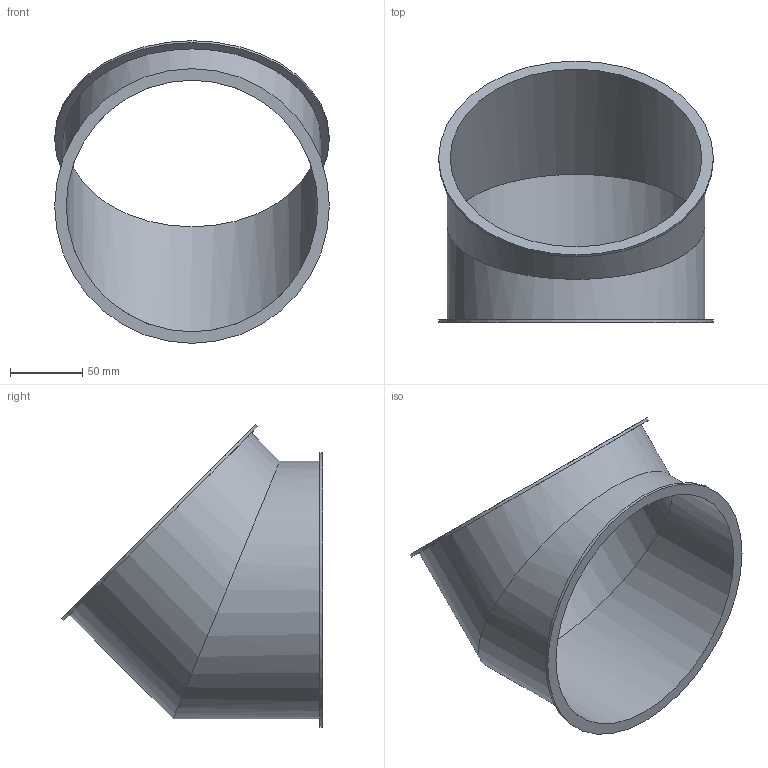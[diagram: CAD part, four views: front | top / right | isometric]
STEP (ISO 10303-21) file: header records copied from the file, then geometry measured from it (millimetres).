
FILE_DESCRIPTION(/* description */ (''),/* implementation_level */ '2;1');
FILE_NAME(/* name */ '4010015015785-Ø175x2 45°.stp',/* time_stamp */ '2016-04-07T05:54:31+02:00',/* author */ ('dpurucker'),/* organization */ (''),/* preprocessor_version */ 'ST-DEVELOPER v16.1',/* originating_system */ 'Autodesk Inventor 2016',/* authorisation */ '');
FILE_SCHEMA (('AUTOMOTIVE_DESIGN { 1 0 10303 214 3 1 1 }'));
Length unit declared in the file: millimetre
Products named in the file (1): 4010015015785-Segment gerade Ø175 45° 2mm 2-teil
ig
Bounding box: 190 x 181.02 x 209.33 mm (x, y, z)
Volume: 161366.7 mm3; surface area: 163729.2 mm2
Topology: 1 solids, 1 shells, 10 faces, 18 edges, 12 vertices
Faces by surface type: cylinder 6, plane 4
Full cylindrical faces by diameter (mm): 174 x2, 178 x2, 190 x2
Entity records: 269 total; most frequent: DIRECTION 46, CARTESIAN_POINT 35, ORIENTED_EDGE 24, AXIS2_PLACEMENT_3D 23, EDGE_LOOP 20, VERTEX_POINT 12, EDGE_CURVE 12, STYLED_ITEM 11
